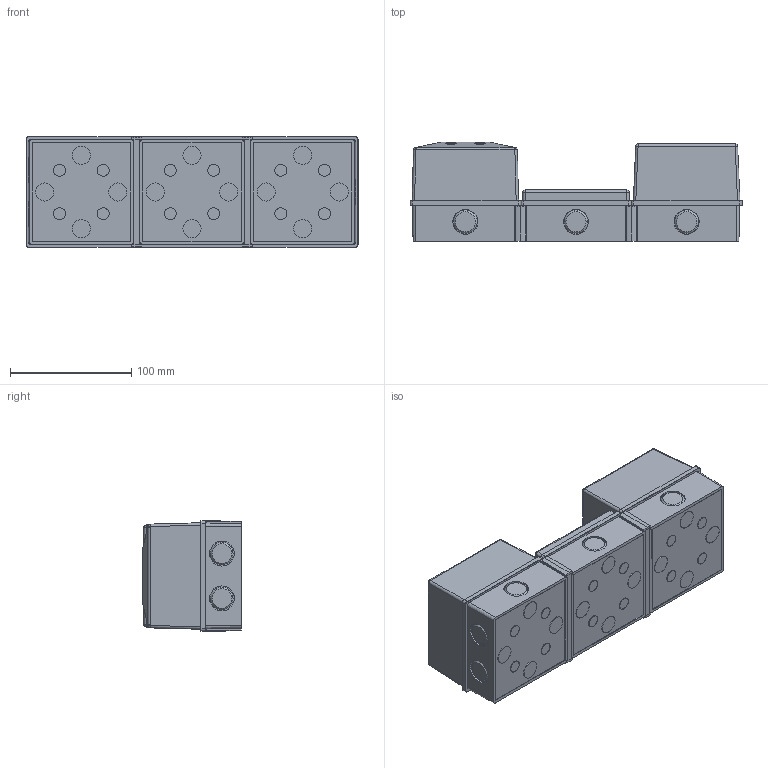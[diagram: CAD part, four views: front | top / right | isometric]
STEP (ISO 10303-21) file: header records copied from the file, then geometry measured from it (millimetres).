
FILE_DESCRIPTION (( 'STEP AP214' ), '1' );
FILE_NAME ('YL4IS.STEP', '2021-05-18T16:36:50', ( '' ), ( '' ), 'SwSTEP 2.0', 'SolidWorks 2021', '' );
FILE_SCHEMA (( 'AUTOMOTIVE_DESIGN' ));
Length unit declared in the file: millimetre
Products named in the file (1): YL4IS
Bounding box: 274.35 x 82.45 x 91.5 mm (x, y, z)
Volume: 1483464.6 mm3; surface area: 202339.7 mm2
Topology: 29 solids, 36 shells, 1271 faces, 3077 edges, 2005 vertices
Faces by surface type: plane 731, cylinder 289, bspline 137, cone 70, torus 32, sphere 12
Entity records: 57442 total; most frequent: CARTESIAN_POINT 15419, ORIENTED_EDGE 6138, DIRECTION 5270, EDGE_CURVE 3069, VERTEX_POINT 2005, LINE 1968, VECTOR 1968, AXIS2_PLACEMENT_3D 1651
